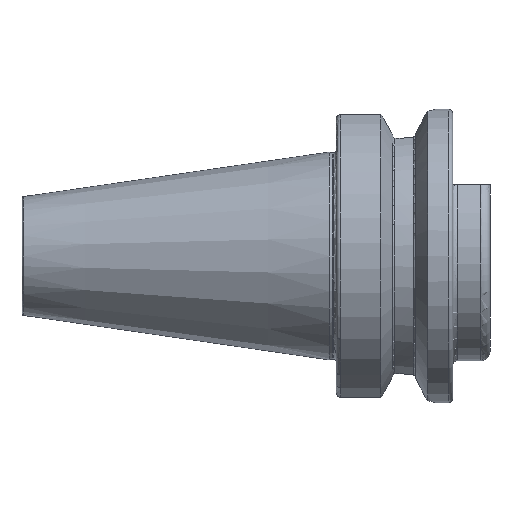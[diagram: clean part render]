
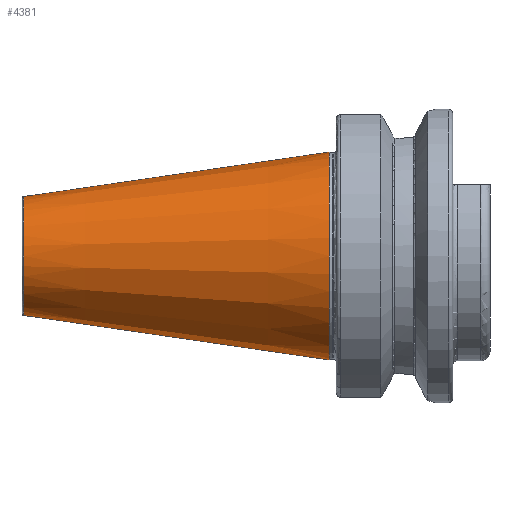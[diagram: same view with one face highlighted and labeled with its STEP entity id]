
A CAD part, front view. The second image highlights one B-rep face of the part: STEP entity #4381.
In plain terms, the highlighted conical face has half-angle 8.297 degrees and reference radius 22.298 mm.
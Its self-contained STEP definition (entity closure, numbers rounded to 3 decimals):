
#916 = LINE ( 'NONE', #8852, #927 ) ;
#919 = LINE ( 'NONE', #8792, #929 ) ;
#927 = VECTOR ( 'NONE', #8841, 1000. ) ;
#929 = VECTOR ( 'NONE', #8802, 1000. ) ;
#1399 = CONICAL_SURFACE ( 'NONE', #22177, 22.298, 0.145 ) ;
#1416 = FACE_OUTER_BOUND ( 'NONE', #5806, .T. ) ;
#1727 = CIRCLE ( 'NONE', #20896, 12.75 ) ;
#1795 = CIRCLE ( 'NONE', #20894, 22.298 ) ;
#1885 = EDGE_CURVE ( 'NONE', #3943, #3894, #1727, .T. ) ;
#1929 = EDGE_CURVE ( 'NONE', #3890, #3909, #1795, .T. ) ;
#2083 = EDGE_CURVE ( 'NONE', #3943, #3890, #919, .T. ) ;
#2093 = EDGE_CURVE ( 'NONE', #3894, #3909, #916, .T. ) ;
#3890 = VERTEX_POINT ( 'NONE', #6210 ) ;
#3894 = VERTEX_POINT ( 'NONE', #6185 ) ;
#3909 = VERTEX_POINT ( 'NONE', #6203 ) ;
#3943 = VERTEX_POINT ( 'NONE', #6295 ) ;
#4381 = ADVANCED_FACE ( 'NONE', ( #1416 ), #1399, .T. ) ;
#5142 = DIRECTION ( 'NONE',  ( 0., 0., -1. ) ) ;
#5164 = DIRECTION ( 'NONE',  ( 1., 0., 0. ) ) ;
#5174 = CARTESIAN_POINT ( 'NONE',  ( -66.972, 0., 0. ) ) ;
#5284 = CARTESIAN_POINT ( 'NONE',  ( -1.5, 0., 0. ) ) ;
#5299 = DIRECTION ( 'NONE',  ( 0., 0., -1. ) ) ;
#5325 = DIRECTION ( 'NONE',  ( 1., 0., 0. ) ) ;
#5806 = EDGE_LOOP ( 'NONE', ( #6087, #6099, #6046, #6048 ) ) ;
#6046 = ORIENTED_EDGE ( 'NONE', *, *, #2093, .T. ) ;
#6048 = ORIENTED_EDGE ( 'NONE', *, *, #1929, .F. ) ;
#6087 = ORIENTED_EDGE ( 'NONE', *, *, #2083, .F. ) ;
#6099 = ORIENTED_EDGE ( 'NONE', *, *, #1885, .T. ) ;
#6185 = CARTESIAN_POINT ( 'NONE',  ( -66.972, 0., -12.75 ) ) ;
#6203 = CARTESIAN_POINT ( 'NONE',  ( -1.5, 0., -22.298 ) ) ;
#6210 = CARTESIAN_POINT ( 'NONE',  ( -1.5, 0., 22.298 ) ) ;
#6295 = CARTESIAN_POINT ( 'NONE',  ( -66.972, 0., 12.75 ) ) ;
#8792 = CARTESIAN_POINT ( 'NONE',  ( -1.5, 0., 22.298 ) ) ;
#8802 = DIRECTION ( 'NONE',  ( 0.99, 0., 0.144 ) ) ;
#8841 = DIRECTION ( 'NONE',  ( 0.99, 0., -0.144 ) ) ;
#8852 = CARTESIAN_POINT ( 'NONE',  ( -1.5, 0., -22.298 ) ) ;
#20894 = AXIS2_PLACEMENT_3D ( 'NONE', #5284, #5325, #5299 ) ;
#20896 = AXIS2_PLACEMENT_3D ( 'NONE', #5174, #5164, #5142 ) ;
#22177 = AXIS2_PLACEMENT_3D ( 'NONE', #22354, #22369, #22364 ) ;
#22354 = CARTESIAN_POINT ( 'NONE',  ( -1.5, 0., 0. ) ) ;
#22364 = DIRECTION ( 'NONE',  ( 0., 0., -1. ) ) ;
#22369 = DIRECTION ( 'NONE',  ( 1., 0., 0. ) ) ;
